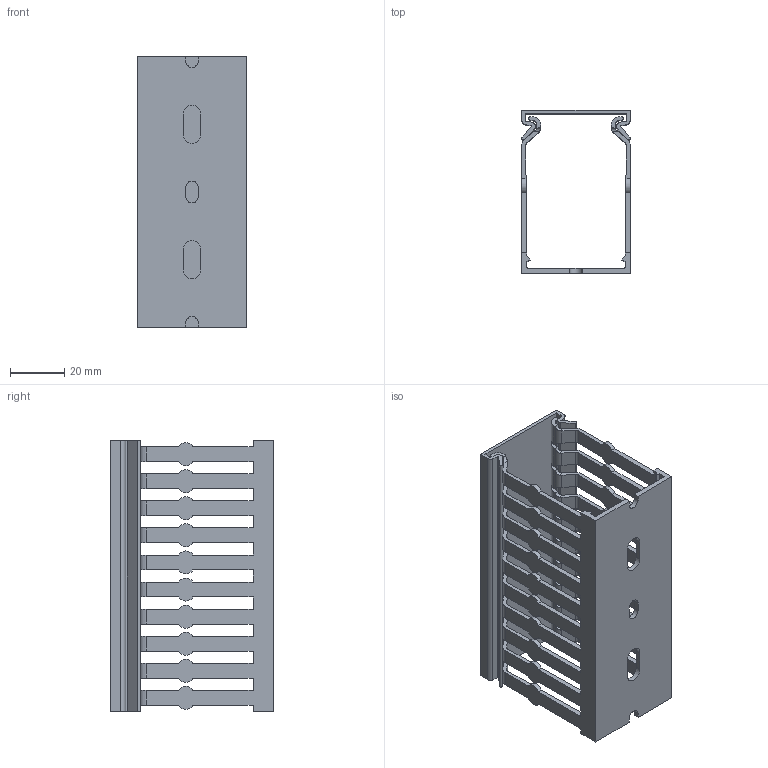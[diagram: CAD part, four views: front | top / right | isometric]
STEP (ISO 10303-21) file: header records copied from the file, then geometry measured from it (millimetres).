
FILE_DESCRIPTION(/* description */ ('F2000-40x60'),/* implementation_level */ '2;1');
FILE_NAME(/* name */ '17845.6_VK_HF_40X60_LG.stp',/* time_stamp */ '2020-07-01T11:29:26+02:00',/* author */ ('freichenberger'),/* organization */ ('Conta-Clip Verbindungstechnik GmbH'),/* preprocessor_version */ 'ST-DEVELOPER v18.1',/* originating_system */ 'Autodesk Inventor 2020',/* authorisation */ '');
FILE_SCHEMA (('AUTOMOTIVE_DESIGN { 1 0 10303 214 3 1 1 }'));
Length unit declared in the file: millimetre
Products named in the file (3): 7321-1; 7321-1 / 7371-1; 40
Assembly tree (2 placements, depth 2):
  7321-1
    7321-1 / 7371-1
    40
Bounding box: 40.01 x 60.25 x 100 mm (x, y, z)
Volume: 28658.9 mm3; surface area: 41298.9 mm2
Topology: 2 solids, 2 shells, 548 faces, 1632 edges, 1088 vertices
Faces by surface type: plane 306, cylinder 242
Entity records: 19246 total; most frequent: CARTESIAN_POINT 4073, ORIENTED_EDGE 3264, DIRECTION 3142, EDGE_CURVE 1632, VERTEX_POINT 1088, LINE 1068, VECTOR 1068, AXIS2_PLACEMENT_3D 1037
